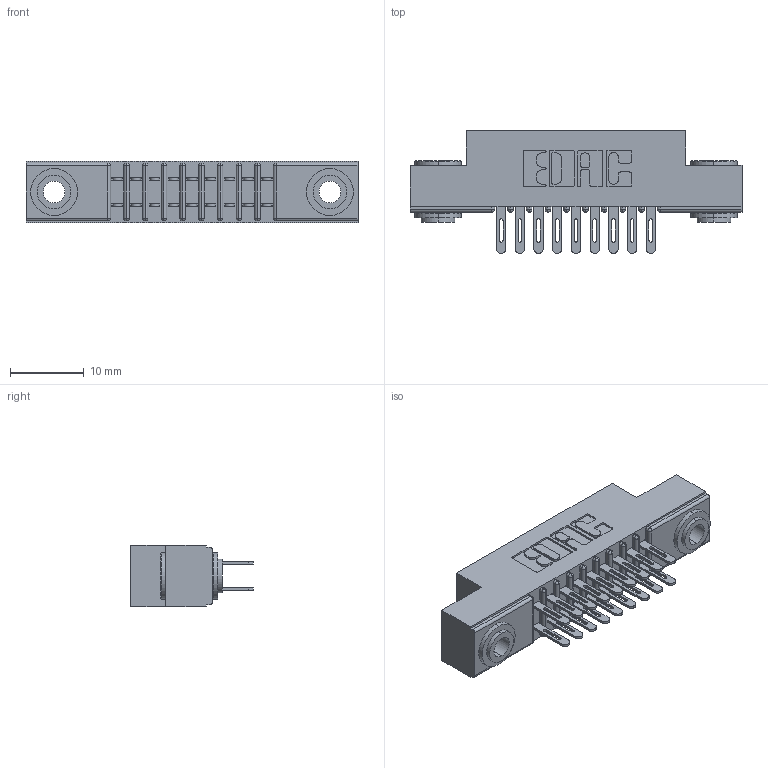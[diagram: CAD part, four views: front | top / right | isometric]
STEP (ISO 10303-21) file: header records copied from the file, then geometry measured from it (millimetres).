
FILE_DESCRIPTION (( 'STEP AP203' ), '1' );
FILE_NAME ('341-018-500-203.STEP', '2018-08-06T16:04:55', ( '' ), ( '' ), 'SwSTEP 2.0', 'SolidWorks 2016', '' );
FILE_SCHEMA (( 'CONFIG_CONTROL_DESIGN' ));
Length unit declared in the file: inch
Products named in the file (4): 341 Part_.156 (3.96) Dia Mounting Holes; 341-292-001_341-292-100; 345-250-002_345-250-002-102; 341-018-500-203
Assembly tree (21 placements, depth 2):
  341-018-500-203
    341 Part_.156 (3.96) Dia Mounting Holes
    341-292-001_341-292-100  x18
    345-250-002_345-250-002-102  x2
Bounding box: 45.09 x 16.69 x 8.38 mm (x, y, z)
Volume: 2626.7 mm3; surface area: 5057.4 mm2
Topology: 21 solids, 21 shells, 1356 faces, 3875 edges, 2510 vertices
Faces by surface type: plane 776, cylinder 536, sphere 20, torus 16, cone 8
Entity records: 16361 total; most frequent: CARTESIAN_POINT 2700, ORIENTED_EDGE 2670, DIRECTION 2663, EDGE_CURVE 1335, VECTOR 1029, LINE 1029, VERTEX_POINT 854, AXIS2_PLACEMENT_3D 817
